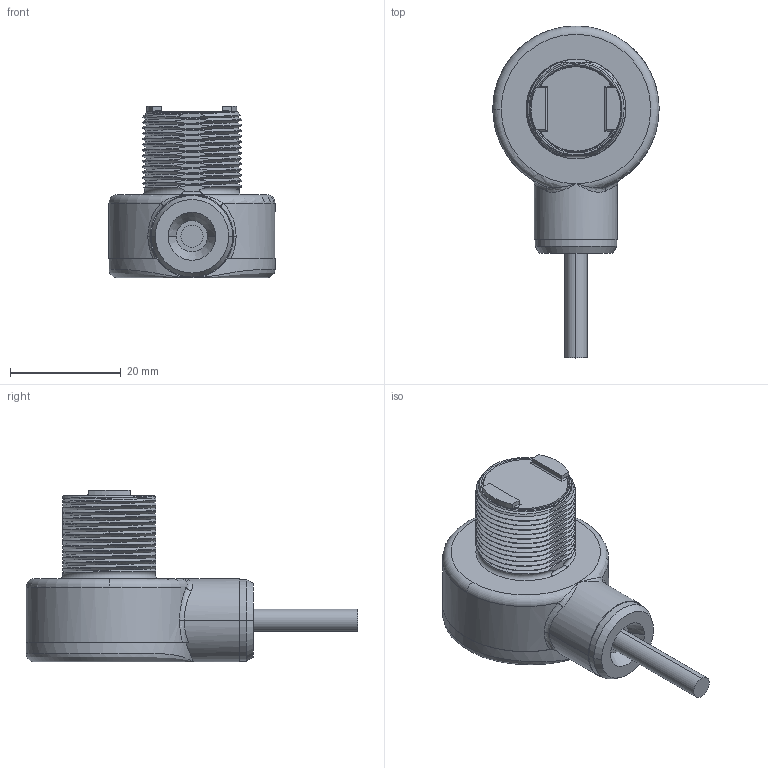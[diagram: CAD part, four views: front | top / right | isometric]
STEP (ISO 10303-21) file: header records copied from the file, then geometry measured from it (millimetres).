
FILE_DESCRIPTION((''),'2;1');
FILE_NAME('157369_SM01_ASM','2023-06-27T09:00:07',('banengservice'),('BANNER ENGINEERING'),'CREO PARAMETRIC BY PTC INC, 2022414','CREO PARAMETRIC BY PTC INC, 2022414','');
FILE_SCHEMA(('CONFIG_CONTROL_DESIGN'));
Length unit declared in the file: inch
Products named in the file (3): 157369_EP01; CABLE_GENERIC; 157369_SM01_ASM
Assembly tree (2 placements, depth 2):
  157369_SM01_ASM
    157369_EP01
    CABLE_GENERIC
Bounding box: 30.01 x 59.95 x 31.04 mm (x, y, z)
Volume: 16214.1 mm3; surface area: 5202 mm2
Topology: 2 solids, 2 shells, 179 faces, 470 edges, 301 vertices
Faces by surface type: plane 70, cylinder 65, bspline 18, cone 16, torus 6, sphere 4
Entity records: 14197 total; most frequent: CARTESIAN_POINT 10015, ORIENTED_EDGE 932, DIRECTION 740, EDGE_CURVE 466, VERTEX_POINT 301, AXIS2_PLACEMENT_3D 283, EDGE_LOOP 193, FACE_OUTER_BOUND 179
